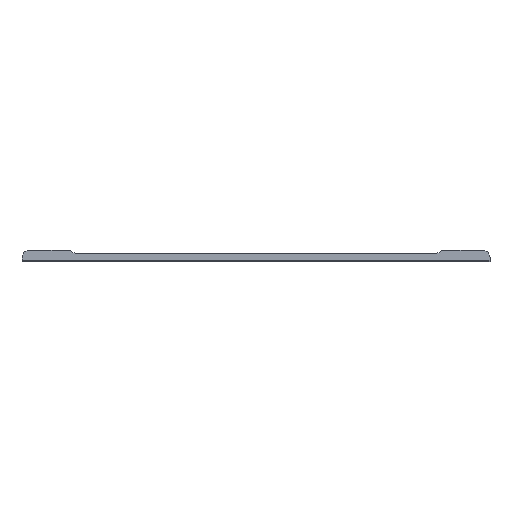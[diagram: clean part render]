
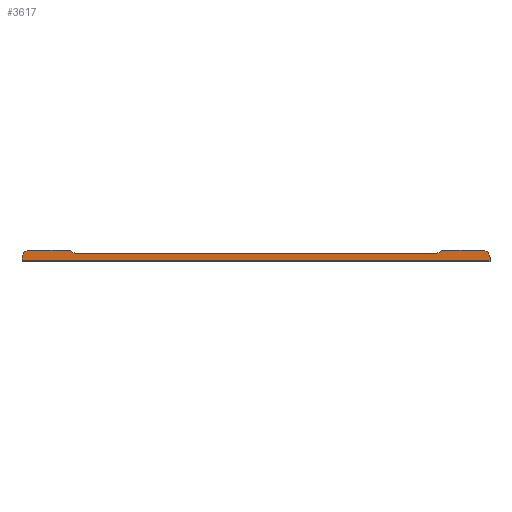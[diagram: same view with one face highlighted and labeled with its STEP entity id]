
A CAD part, top view. The second image highlights one B-rep face of the part: STEP entity #3617.
In plain terms, the highlighted face is planar.
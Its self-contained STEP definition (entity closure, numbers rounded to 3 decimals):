
#35=LINE('',#5500,#339);
#50=LINE('',#5587,#354);
#51=LINE('',#5591,#355);
#52=LINE('',#5593,#356);
#53=LINE('',#5595,#357);
#54=LINE('',#5599,#358);
#339=VECTOR('',#4344,10.);
#354=VECTOR('',#4421,10.);
#355=VECTOR('',#4424,10.);
#356=VECTOR('',#4425,10.);
#357=VECTOR('',#4426,10.);
#358=VECTOR('',#4429,10.);
#841=FACE_OUTER_BOUND('',#1042,.T.);
#1042=EDGE_LOOP('',(#2549,#2550,#2551,#2552,#2553,#2554,#2555,#2556,#2557,
#2558,#2559,#2560));
#1309=CIRCLE('',#3842,3.);
#1342=CIRCLE('',#3877,3.);
#1344=CIRCLE('',#3880,3.);
#1345=CIRCLE('',#3882,3.);
#1346=CIRCLE('',#3883,3.);
#1347=CIRCLE('',#3884,3.);
#1549=VERTEX_POINT('',#5471);
#1550=VERTEX_POINT('',#5472);
#1562=VERTEX_POINT('',#5498);
#1600=VERTEX_POINT('',#5576);
#1602=VERTEX_POINT('',#5582);
#1603=VERTEX_POINT('',#5586);
#1604=VERTEX_POINT('',#5588);
#1605=VERTEX_POINT('',#5590);
#1606=VERTEX_POINT('',#5592);
#1607=VERTEX_POINT('',#5594);
#1608=VERTEX_POINT('',#5596);
#1609=VERTEX_POINT('',#5598);
#1925=EDGE_CURVE('',#1549,#1550,#1309,.F.);
#1939=EDGE_CURVE('',#1550,#1562,#35,.T.);
#1978=EDGE_CURVE('',#1600,#1562,#1342,.T.);
#1981=EDGE_CURVE('',#1602,#1600,#1344,.T.);
#1982=EDGE_CURVE('',#1603,#1602,#50,.T.);
#1983=EDGE_CURVE('',#1604,#1603,#1345,.T.);
#1984=EDGE_CURVE('',#1605,#1604,#51,.T.);
#1985=EDGE_CURVE('',#1606,#1605,#52,.T.);
#1986=EDGE_CURVE('',#1606,#1607,#53,.T.);
#1987=EDGE_CURVE('',#1608,#1607,#1346,.T.);
#1988=EDGE_CURVE('',#1609,#1608,#54,.T.);
#1989=EDGE_CURVE('',#1549,#1609,#1347,.T.);
#2549=ORIENTED_EDGE('',*,*,#1981,.F.);
#2550=ORIENTED_EDGE('',*,*,#1982,.F.);
#2551=ORIENTED_EDGE('',*,*,#1983,.F.);
#2552=ORIENTED_EDGE('',*,*,#1984,.F.);
#2553=ORIENTED_EDGE('',*,*,#1985,.F.);
#2554=ORIENTED_EDGE('',*,*,#1986,.T.);
#2555=ORIENTED_EDGE('',*,*,#1987,.F.);
#2556=ORIENTED_EDGE('',*,*,#1988,.F.);
#2557=ORIENTED_EDGE('',*,*,#1989,.F.);
#2558=ORIENTED_EDGE('',*,*,#1925,.T.);
#2559=ORIENTED_EDGE('',*,*,#1939,.T.);
#2560=ORIENTED_EDGE('',*,*,#1978,.F.);
#3530=PLANE('',#3881);
#3617=ADVANCED_FACE('',(#841),#3530,.T.);
#3842=AXIS2_PLACEMENT_3D('',#5473,#4320,#4321);
#3877=AXIS2_PLACEMENT_3D('',#5578,#4410,#4411);
#3880=AXIS2_PLACEMENT_3D('',#5584,#4417,#4418);
#3881=AXIS2_PLACEMENT_3D('',#5585,#4419,#4420);
#3882=AXIS2_PLACEMENT_3D('',#5589,#4422,#4423);
#3883=AXIS2_PLACEMENT_3D('',#5597,#4427,#4428);
#3884=AXIS2_PLACEMENT_3D('',#5600,#4430,#4431);
#4320=DIRECTION('center_axis',(0.,0.,
-1.));
#4321=DIRECTION('ref_axis',(0.,-1.,0.));
#4344=DIRECTION('',(-1.,0.,0.));
#4410=DIRECTION('center_axis',(0.,0.,
-1.));
#4411=DIRECTION('ref_axis',(0.,-1.,0.));
#4417=DIRECTION('center_axis',(0.,0.,
1.));
#4418=DIRECTION('ref_axis',(0.383,-0.924,0.));
#4419=DIRECTION('center_axis',(0.,0.,
-1.));
#4420=DIRECTION('ref_axis',(-1.,0.,0.));
#4421=DIRECTION('',(1.,0.,0.));
#4422=DIRECTION('center_axis',(0.,0.,
1.));
#4423=DIRECTION('ref_axis',(-0.707,-0.707,0.));
#4424=DIRECTION('',(0.,-1.,0.));
#4425=DIRECTION('',(-1.,0.,0.));
#4426=DIRECTION('',(0.,-1.,0.));
#4427=DIRECTION('center_axis',(0.,0.,
1.));
#4428=DIRECTION('ref_axis',(0.707,-0.707,0.));
#4429=DIRECTION('',(1.,0.,0.));
#4430=DIRECTION('center_axis',(0.,0.,
1.));
#4431=DIRECTION('ref_axis',(-0.383,-0.924,0.));
#5471=CARTESIAN_POINT('',(67.343,-23.4,-1.4));
#5472=CARTESIAN_POINT('',(65.543,-22.8,-1.4));
#5473=CARTESIAN_POINT('Origin',(65.543,-25.8,-1.4));
#5498=CARTESIAN_POINT('',(-73.943,-22.8,-1.4));
#5500=CARTESIAN_POINT('',(-88.,-22.8,-1.4));
#5576=CARTESIAN_POINT('',(-75.743,-23.4,-1.4));
#5578=CARTESIAN_POINT('Origin',(-73.943,-25.8,-1.4));
#5582=CARTESIAN_POINT('',(-77.543,-24.,-1.4));
#5584=CARTESIAN_POINT('Origin',(-77.543,-21.,-1.4));
#5585=CARTESIAN_POINT('Origin',(0.,-3.9,
-1.4));
#5586=CARTESIAN_POINT('',(-92.1,-24.,-1.4));
#5587=CARTESIAN_POINT('',(-95.1,-24.,-1.4));
#5588=CARTESIAN_POINT('',(-95.1,-21.,-1.4));
#5589=CARTESIAN_POINT('Origin',(-92.1,-21.,-1.4));
#5590=CARTESIAN_POINT('',(-95.1,-20.,-1.4));
#5591=CARTESIAN_POINT('',(-95.1,15.,-1.4));
#5592=CARTESIAN_POINT('',(86.7,-20.,-1.4));
#5593=CARTESIAN_POINT('',(-88.,-20.,-1.4));
#5594=CARTESIAN_POINT('',(86.7,-21.,-1.4));
#5595=CARTESIAN_POINT('',(86.7,-22.8,-1.4));
#5596=CARTESIAN_POINT('',(83.7,-24.,-1.4));
#5597=CARTESIAN_POINT('Origin',(83.7,-21.,-1.4));
#5598=CARTESIAN_POINT('',(69.143,-24.,-1.4));
#5599=CARTESIAN_POINT('',(86.7,-24.,-1.4));
#5600=CARTESIAN_POINT('Origin',(69.143,-21.,-1.4));
